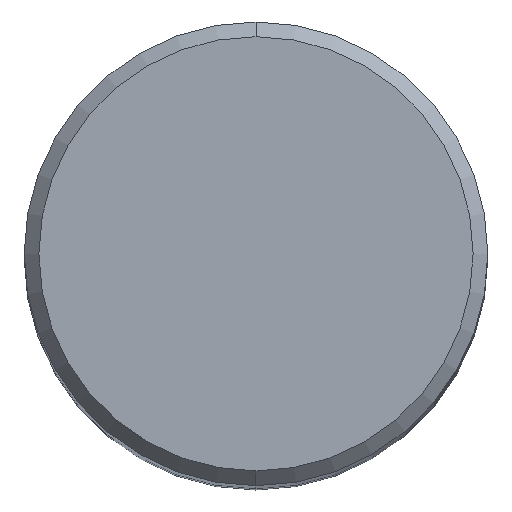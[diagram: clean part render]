
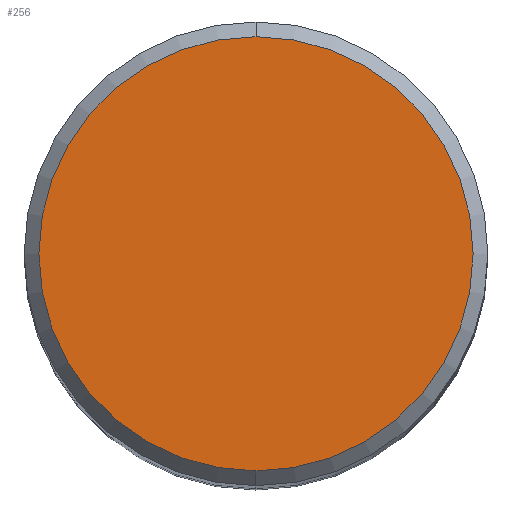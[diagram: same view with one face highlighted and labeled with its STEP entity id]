
A CAD part, top view. The second image highlights one B-rep face of the part: STEP entity #256.
In plain terms, the highlighted planar face has unit normal (0, 0, 1).
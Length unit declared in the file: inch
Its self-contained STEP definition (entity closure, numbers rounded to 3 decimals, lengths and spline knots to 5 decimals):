
#5 = EDGE_CURVE ( 'NONE', #61, #344, #300, .T. ) ;
#23 = DIRECTION ( 'NONE',  ( 0., -1., 0. ) ) ;
#30 = FACE_OUTER_BOUND ( 'NONE', #97, .T. ) ;
#50 = DIRECTION ( 'NONE',  ( 0., 0., -1. ) ) ;
#61 = VERTEX_POINT ( 'NONE', #248 ) ;
#67 = CARTESIAN_POINT ( 'NONE',  ( 0., 0., 0. ) ) ;
#97 = EDGE_LOOP ( 'NONE', ( #247, #280 ) ) ;
#119 = PLANE ( 'NONE',  #340 ) ;
#121 = CARTESIAN_POINT ( 'NONE',  ( 0., 0.29495, 0. ) ) ;
#162 = AXIS2_PLACEMENT_3D ( 'NONE', #67, #205, #398 ) ;
#165 = DIRECTION ( 'NONE',  ( 0., 1., 0. ) ) ;
#167 = CARTESIAN_POINT ( 'NONE',  ( 0., 0., 0. ) ) ;
#194 = CARTESIAN_POINT ( 'NONE',  ( 0., -0.29495, 0. ) ) ;
#205 = DIRECTION ( 'NONE',  ( 0., 0., 1. ) ) ;
#247 = ORIENTED_EDGE ( 'NONE', *, *, #5, .T. ) ;
#248 = CARTESIAN_POINT ( 'NONE',  ( 0., 0.29495, 0. ) ) ;
#253 = EDGE_CURVE ( 'NONE', #344, #61, #397, .T. ) ;
#256 = ADVANCED_FACE ( 'NONE', ( #30 ), #119, .F. ) ;
#280 = ORIENTED_EDGE ( 'NONE', *, *, #253, .T. ) ;
#300 = CIRCLE ( 'NONE', #162, 0.29495 ) ;
#340 = AXIS2_PLACEMENT_3D ( 'NONE', #121, #50, #165 ) ;
#344 = VERTEX_POINT ( 'NONE', #194 ) ;
#379 = AXIS2_PLACEMENT_3D ( 'NONE', #167, #413, #23 ) ;
#397 = CIRCLE ( 'NONE', #379, 0.29495 ) ;
#398 = DIRECTION ( 'NONE',  ( 0., -1., 0. ) ) ;
#413 = DIRECTION ( 'NONE',  ( 0., 0., 1. ) ) ;
